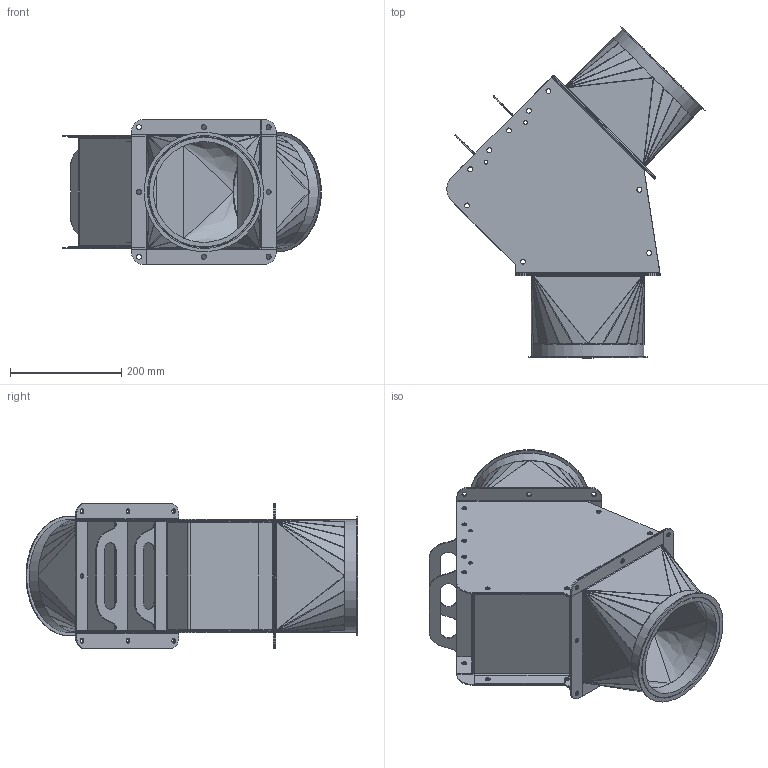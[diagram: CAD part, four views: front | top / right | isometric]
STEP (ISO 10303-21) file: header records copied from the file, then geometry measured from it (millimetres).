
FILE_DESCRIPTION(/* description */ (''),/* implementation_level */ '2;1');
FILE_NAME(/* name */ '4018020015670-APS-Getreidebremse, Ø200x2-45°;mÜ.stp',/* time_stamp */ '2014-12-19T11:54:57+01:00',/* author */ ('RJahn'),/* organization */ (''),/* preprocessor_version */ 'ST-DEVELOPER v15.6',/* originating_system */ 'Autodesk Inventor 2015',/* authorisation */ '');
FILE_SCHEMA (('AUTOMOTIVE_DESIGN { 1 0 10303 214 3 1 1 }'));
Length unit declared in the file: millimetre
Products named in the file (19): Seitenteil l Versuch 2; Rücken Versuch 2; Vorderblech Versuch 2; Seitenteil l Versuch 2_MIR; Deckel; Abdeckung; Auskleidung; Auskleidung 2; Auskleidung 3; Auskleidung 5; Auskleidung 6; Auskleidung 4; Auskleidung 7; Auskleidung 8; 1x45-200-2mm-Übergang-Übergang 4-teilig; 1x45-200-2mm-Übergang-Ring mit Bord; 1x45-200-2mm-Auskleidung-Übergang-Übergang; 1x45-200-2mm-Auskleidung-Übergang-runder Stutzen; 4018023015664-APS Übergangsstück gerade, Ø200-200x200
Assembly tree (22 placements, depth 1):
  Seitenteil l Versuch 2
Bounding box: 464.71 x 597.15 x 260 mm (x, y, z)
Volume: 5009003.2 mm3; surface area: 2407083.8 mm2
Topology: 29 solids, 29 shells, 1120 faces, 2396 edges, 1332 vertices
Faces by surface type: plane 638, cylinder 330, bspline 152
Full cylindrical faces by diameter (mm): 7 x4, 9 x66, 181 x2, 197 x2, 199 x2, 203 x2, 215 x2
Entity records: 23337 total; most frequent: CARTESIAN_POINT 5724, DIRECTION 3524, ORIENTED_EDGE 3338, EDGE_CURVE 1669, AXIS2_PLACEMENT_3D 1194, LINE 1136, VECTOR 1136, EDGE_LOOP 989
